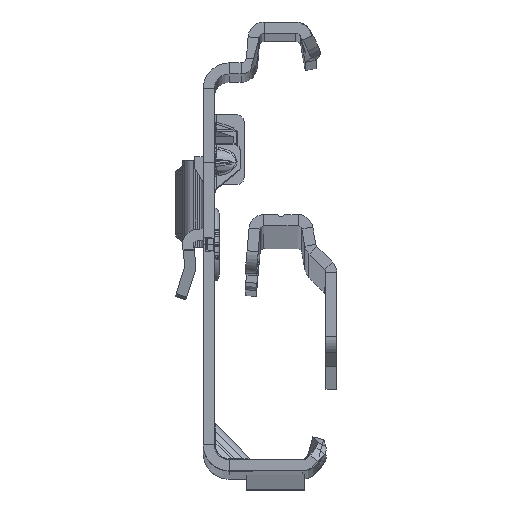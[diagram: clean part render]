
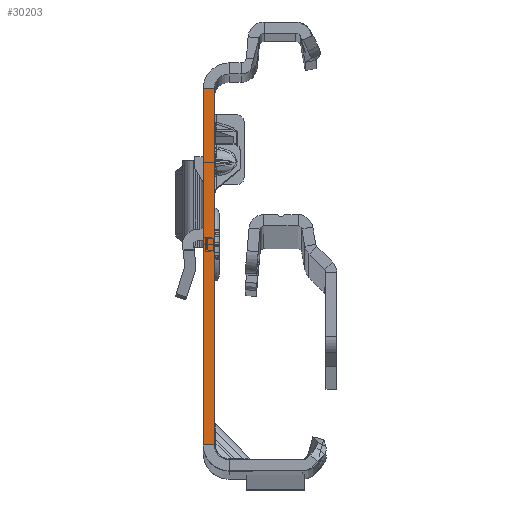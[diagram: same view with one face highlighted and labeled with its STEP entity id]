
A CAD part, top view. The second image highlights one B-rep face of the part: STEP entity #30203.
In plain terms, the highlighted planar face has unit normal (0, 0, 1).
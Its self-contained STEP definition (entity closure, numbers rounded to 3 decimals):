
#1070 = VECTOR ( 'NONE', #32572, 1000. ) ;
#1380 = ORIENTED_EDGE ( 'NONE', *, *, #43267, .F. ) ;
#1597 = CARTESIAN_POINT ( 'NONE',  ( 0., -27.865, 0. ) ) ;
#1654 = EDGE_LOOP ( 'NONE', ( #43689, #30854, #46862, #1380 ) ) ;
#1890 = DIRECTION ( 'NONE',  ( 0., -1., 0. ) ) ;
#1960 = DIRECTION ( 'NONE',  ( 0., -1., 0. ) ) ;
#4011 = CARTESIAN_POINT ( 'NONE',  ( 0., -25.865, 0. ) ) ;
#6755 = CARTESIAN_POINT ( 'NONE',  ( -1.5, -27.865, 0. ) ) ;
#9525 = AXIS2_PLACEMENT_3D ( 'NONE', #6755, #24330, #23796 ) ;
#10514 = CARTESIAN_POINT ( 'NONE',  ( 0., 22.135, 0. ) ) ;
#10607 = FACE_OUTER_BOUND ( 'NONE', #1654, .T. ) ;
#11320 = LINE ( 'NONE', #24204, #1070 ) ;
#13895 = VERTEX_POINT ( 'NONE', #23677 ) ;
#15573 = VERTEX_POINT ( 'NONE', #10514 ) ;
#21268 = DIRECTION ( 'NONE',  ( -1., 0., 0. ) ) ;
#23677 = CARTESIAN_POINT ( 'NONE',  ( -1.5, -25.865, 0. ) ) ;
#23796 = DIRECTION ( 'NONE',  ( 1., 0., 0. ) ) ;
#24204 = CARTESIAN_POINT ( 'NONE',  ( 0., -25.865, 0. ) ) ;
#24330 = DIRECTION ( 'NONE',  ( 0., 0., 1. ) ) ;
#25745 = LINE ( 'NONE', #42127, #48512 ) ;
#26639 = EDGE_CURVE ( 'NONE', #15573, #28331, #25745, .T. ) ;
#28331 = VERTEX_POINT ( 'NONE', #51380 ) ;
#28484 = VECTOR ( 'NONE', #1890, 1000. ) ;
#30137 = EDGE_CURVE ( 'NONE', #28331, #13895, #43552, .T. ) ;
#30203 = ADVANCED_FACE ( 'NONE', ( #10607 ), #53895, .T. ) ;
#30854 = ORIENTED_EDGE ( 'NONE', *, *, #26639, .T. ) ;
#32572 = DIRECTION ( 'NONE',  ( -1., 0., 0. ) ) ;
#32939 = EDGE_CURVE ( 'NONE', #15573, #40861, #48541, .T. ) ;
#34956 = CARTESIAN_POINT ( 'NONE',  ( -1.5, -27.865, 0. ) ) ;
#38029 = VECTOR ( 'NONE', #1960, 1000. ) ;
#40861 = VERTEX_POINT ( 'NONE', #4011 ) ;
#42127 = CARTESIAN_POINT ( 'NONE',  ( 0., 22.135, 0. ) ) ;
#43267 = EDGE_CURVE ( 'NONE', #40861, #13895, #11320, .T. ) ;
#43552 = LINE ( 'NONE', #34956, #38029 ) ;
#43689 = ORIENTED_EDGE ( 'NONE', *, *, #32939, .F. ) ;
#46862 = ORIENTED_EDGE ( 'NONE', *, *, #30137, .T. ) ;
#48512 = VECTOR ( 'NONE', #21268, 1000. ) ;
#48541 = LINE ( 'NONE', #1597, #28484 ) ;
#51380 = CARTESIAN_POINT ( 'NONE',  ( -1.5, 22.135, 0. ) ) ;
#53895 = PLANE ( 'NONE',  #9525 ) ;
